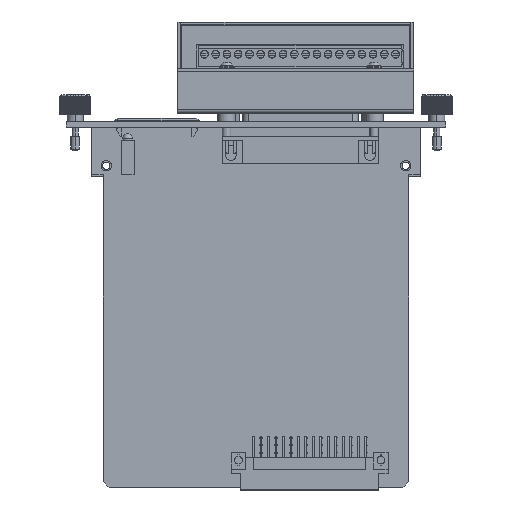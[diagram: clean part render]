
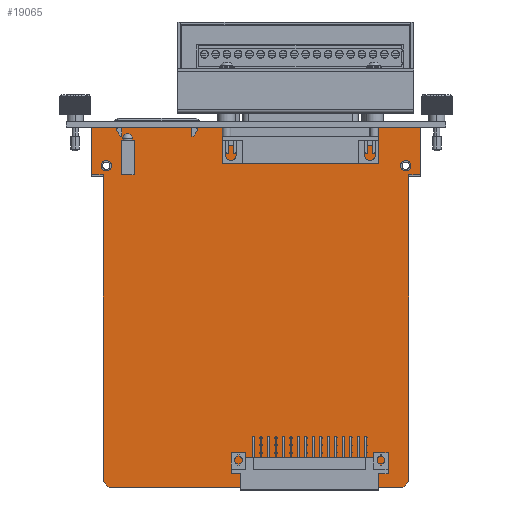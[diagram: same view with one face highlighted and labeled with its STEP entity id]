
A CAD part, top view. The second image highlights one B-rep face of the part: STEP entity #19065.
In plain terms, the highlighted planar face has unit normal (0, 0, 1).
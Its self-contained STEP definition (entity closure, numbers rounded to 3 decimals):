
#9 = EDGE_LOOP ( 'NONE', ( #3269, #51055 ) ) ;
#714 = CARTESIAN_POINT ( 'NONE',  ( 55.75, 61., 1.6 ) ) ;
#888 = DIRECTION ( 'NONE',  ( 1., 0., 0. ) ) ;
#1153 = DIRECTION ( 'NONE',  ( 0., -1., 0. ) ) ;
#1355 = CARTESIAN_POINT ( 'NONE',  ( 51.75, 45., 1.6 ) ) ;
#1743 = ORIENTED_EDGE ( 'NONE', *, *, #38959, .T. ) ;
#2944 = DIRECTION ( 'NONE',  ( -1., 0., 0. ) ) ;
#2954 = LINE ( 'NONE', #26739, #70478 ) ;
#3063 = CARTESIAN_POINT ( 'NONE',  ( 51.75, 45., 1.6 ) ) ;
#3269 = ORIENTED_EDGE ( 'NONE', *, *, #23708, .F. ) ;
#3337 = DIRECTION ( 'NONE',  ( 0., 0., 1. ) ) ;
#5036 = ORIENTED_EDGE ( 'NONE', *, *, #34999, .T. ) ;
#5385 = VERTEX_POINT ( 'NONE', #11609 ) ;
#5406 = VERTEX_POINT ( 'NONE', #43735 ) ;
#5498 = LINE ( 'NONE', #75538, #49027 ) ;
#6039 = AXIS2_PLACEMENT_3D ( 'NONE', #79227, #3337, #2944 ) ;
#6224 = LINE ( 'NONE', #74219, #14979 ) ;
#6329 = EDGE_CURVE ( 'NONE', #25587, #49912, #2954, .T. ) ;
#6564 = AXIS2_PLACEMENT_3D ( 'NONE', #36428, #41084, #54402 ) ;
#6832 = CARTESIAN_POINT ( 'NONE',  ( -52.5, 48., 1.6 ) ) ;
#8699 = VERTEX_POINT ( 'NONE', #25387 ) ;
#11380 = VERTEX_POINT ( 'NONE', #1355 ) ;
#11417 = LINE ( 'NONE', #73314, #38825 ) ;
#11609 = CARTESIAN_POINT ( 'NONE',  ( 49.75, -61., 1.6 ) ) ;
#12694 = FACE_BOUND ( 'NONE', #78349, .T. ) ;
#12921 = LINE ( 'NONE', #38383, #65202 ) ;
#13747 = ORIENTED_EDGE ( 'NONE', *, *, #45608, .T. ) ;
#14979 = VECTOR ( 'NONE', #30846, 1000. ) ;
#17021 = CARTESIAN_POINT ( 'NONE',  ( -49.75, -61., 1.6 ) ) ;
#18483 = LINE ( 'NONE', #38927, #42306 ) ;
#18827 = DIRECTION ( 'NONE',  ( 0.707, 0.707, 0. ) ) ;
#19065 = ADVANCED_FACE ( 'NONE', ( #12694, #49834, #42769 ), #24779, .T. ) ;
#19979 = ORIENTED_EDGE ( 'NONE', *, *, #24557, .T. ) ;
#20308 = LINE ( 'NONE', #714, #44202 ) ;
#21176 = CARTESIAN_POINT ( 'NONE',  ( -49., 48., 1.6 ) ) ;
#21256 = AXIS2_PLACEMENT_3D ( 'NONE', #35044, #21707, #49496 ) ;
#21308 = DIRECTION ( 'NONE',  ( -1., 0., 0. ) ) ;
#21707 = DIRECTION ( 'NONE',  ( 0., 0., 1. ) ) ;
#21722 = VERTEX_POINT ( 'NONE', #17021 ) ;
#21945 = LINE ( 'NONE', #77859, #62877 ) ;
#22751 = ORIENTED_EDGE ( 'NONE', *, *, #78265, .T. ) ;
#23708 = EDGE_CURVE ( 'NONE', #41566, #35149, #69023, .T. ) ;
#24557 = EDGE_CURVE ( 'NONE', #11380, #60874, #41833, .T. ) ;
#24779 = PLANE ( 'NONE',  #57948 ) ;
#25387 = CARTESIAN_POINT ( 'NONE',  ( 52.5, 48., 1.6 ) ) ;
#25587 = VERTEX_POINT ( 'NONE', #35763 ) ;
#26739 = CARTESIAN_POINT ( 'NONE',  ( -51.75, 61., 1.6 ) ) ;
#26946 = EDGE_CURVE ( 'NONE', #60874, #25587, #20308, .T. ) ;
#27009 = CARTESIAN_POINT ( 'NONE',  ( -55.75, 45., 1.6 ) ) ;
#30846 = DIRECTION ( 'NONE',  ( 1., 0., 0. ) ) ;
#30971 = CARTESIAN_POINT ( 'NONE',  ( -51.75, 61., 1.6 ) ) ;
#31467 = DIRECTION ( 'NONE',  ( 1., 0., 0. ) ) ;
#31672 = ORIENTED_EDGE ( 'NONE', *, *, #75003, .T. ) ;
#33422 = CARTESIAN_POINT ( 'NONE',  ( -50.75, 48., 1.6 ) ) ;
#34999 = EDGE_CURVE ( 'NONE', #21722, #5385, #11417, .T. ) ;
#35044 = CARTESIAN_POINT ( 'NONE',  ( 50.75, 48., 1.6 ) ) ;
#35149 = VERTEX_POINT ( 'NONE', #6832 ) ;
#35330 = DIRECTION ( 'NONE',  ( 1., 0., 0. ) ) ;
#35487 = CARTESIAN_POINT ( 'NONE',  ( -55.75, 61., 1.6 ) ) ;
#35763 = CARTESIAN_POINT ( 'NONE',  ( 55.75, 61., 1.6 ) ) ;
#36428 = CARTESIAN_POINT ( 'NONE',  ( -50.75, 48., 1.6 ) ) ;
#38383 = CARTESIAN_POINT ( 'NONE',  ( -50.75, -60., 1.6 ) ) ;
#38825 = VECTOR ( 'NONE', #35330, 1000. ) ;
#38927 = CARTESIAN_POINT ( 'NONE',  ( 51.75, 61., 1.6 ) ) ;
#38959 = EDGE_CURVE ( 'NONE', #5385, #75465, #5498, .T. ) ;
#39393 = CIRCLE ( 'NONE', #6039, 1.75 ) ;
#39732 = AXIS2_PLACEMENT_3D ( 'NONE', #33422, #58017, #888 ) ;
#39883 = VECTOR ( 'NONE', #53529, 1000. ) ;
#40121 = VERTEX_POINT ( 'NONE', #70706 ) ;
#40960 = CARTESIAN_POINT ( 'NONE',  ( 49., 48., 1.6 ) ) ;
#41084 = DIRECTION ( 'NONE',  ( 0., 0., 1. ) ) ;
#41566 = VERTEX_POINT ( 'NONE', #21176 ) ;
#41833 = LINE ( 'NONE', #3063, #39883 ) ;
#42254 = EDGE_CURVE ( 'NONE', #72066, #8699, #39393, .T. ) ;
#42306 = VECTOR ( 'NONE', #69391, 1000. ) ;
#42769 = FACE_OUTER_BOUND ( 'NONE', #71433, .T. ) ;
#43174 = CARTESIAN_POINT ( 'NONE',  ( -51.75, -61., 1.6 ) ) ;
#43735 = CARTESIAN_POINT ( 'NONE',  ( -51.75, -59., 1.6 ) ) ;
#44202 = VECTOR ( 'NONE', #70788, 1000. ) ;
#45608 = EDGE_CURVE ( 'NONE', #75465, #11380, #18483, .T. ) ;
#45875 = DIRECTION ( 'NONE',  ( 0.707, -0.707, 0. ) ) ;
#46503 = CIRCLE ( 'NONE', #6564, 1.75 ) ;
#49027 = VECTOR ( 'NONE', #18827, 1000. ) ;
#49496 = DIRECTION ( 'NONE',  ( -1., 0., 0. ) ) ;
#49834 = FACE_BOUND ( 'NONE', #9, .T. ) ;
#49912 = VERTEX_POINT ( 'NONE', #35487 ) ;
#50562 = LINE ( 'NONE', #30971, #55581 ) ;
#51055 = ORIENTED_EDGE ( 'NONE', *, *, #79820, .F. ) ;
#51267 = EDGE_CURVE ( 'NONE', #79256, #40121, #6224, .T. ) ;
#53529 = DIRECTION ( 'NONE',  ( 1., 0., 0. ) ) ;
#54402 = DIRECTION ( 'NONE',  ( 1., 0., 0. ) ) ;
#55052 = ORIENTED_EDGE ( 'NONE', *, *, #6329, .T. ) ;
#55581 = VECTOR ( 'NONE', #69747, 1000. ) ;
#56491 = DIRECTION ( 'NONE',  ( 0., 0., 1. ) ) ;
#56869 = EDGE_CURVE ( 'NONE', #5406, #21722, #12921, .T. ) ;
#57195 = CIRCLE ( 'NONE', #21256, 1.75 ) ;
#57948 = AXIS2_PLACEMENT_3D ( 'NONE', #43174, #56491, #31467 ) ;
#58017 = DIRECTION ( 'NONE',  ( 0., 0., 1. ) ) ;
#59263 = ORIENTED_EDGE ( 'NONE', *, *, #81760, .F. ) ;
#60874 = VERTEX_POINT ( 'NONE', #65791 ) ;
#62877 = VECTOR ( 'NONE', #1153, 1000. ) ;
#63642 = ORIENTED_EDGE ( 'NONE', *, *, #51267, .T. ) ;
#65202 = VECTOR ( 'NONE', #45875, 1000. ) ;
#65791 = CARTESIAN_POINT ( 'NONE',  ( 55.75, 45., 1.6 ) ) ;
#69023 = CIRCLE ( 'NONE', #39732, 1.75 ) ;
#69391 = DIRECTION ( 'NONE',  ( 0., 1., 0. ) ) ;
#69747 = DIRECTION ( 'NONE',  ( 0., -1., 0. ) ) ;
#70248 = ORIENTED_EDGE ( 'NONE', *, *, #42254, .F. ) ;
#70478 = VECTOR ( 'NONE', #21308, 1000. ) ;
#70706 = CARTESIAN_POINT ( 'NONE',  ( -51.75, 45., 1.6 ) ) ;
#70788 = DIRECTION ( 'NONE',  ( 0., 1., 0. ) ) ;
#71433 = EDGE_LOOP ( 'NONE', ( #5036, #1743, #13747, #19979, #73259, #55052, #31672, #63642, #22751, #74527 ) ) ;
#72066 = VERTEX_POINT ( 'NONE', #40960 ) ;
#73259 = ORIENTED_EDGE ( 'NONE', *, *, #26946, .T. ) ;
#73314 = CARTESIAN_POINT ( 'NONE',  ( -51.75, -61., 1.6 ) ) ;
#74219 = CARTESIAN_POINT ( 'NONE',  ( -51.75, 45., 1.6 ) ) ;
#74527 = ORIENTED_EDGE ( 'NONE', *, *, #56869, .T. ) ;
#75003 = EDGE_CURVE ( 'NONE', #49912, #79256, #21945, .T. ) ;
#75465 = VERTEX_POINT ( 'NONE', #79389 ) ;
#75538 = CARTESIAN_POINT ( 'NONE',  ( -1., -111.75, 1.6 ) ) ;
#77859 = CARTESIAN_POINT ( 'NONE',  ( -55.75, 61., 1.6 ) ) ;
#78265 = EDGE_CURVE ( 'NONE', #40121, #5406, #50562, .T. ) ;
#78349 = EDGE_LOOP ( 'NONE', ( #59263, #70248 ) ) ;
#79227 = CARTESIAN_POINT ( 'NONE',  ( 50.75, 48., 1.6 ) ) ;
#79256 = VERTEX_POINT ( 'NONE', #27009 ) ;
#79389 = CARTESIAN_POINT ( 'NONE',  ( 51.75, -59., 1.6 ) ) ;
#79820 = EDGE_CURVE ( 'NONE', #35149, #41566, #46503, .T. ) ;
#81760 = EDGE_CURVE ( 'NONE', #8699, #72066, #57195, .T. ) ;
